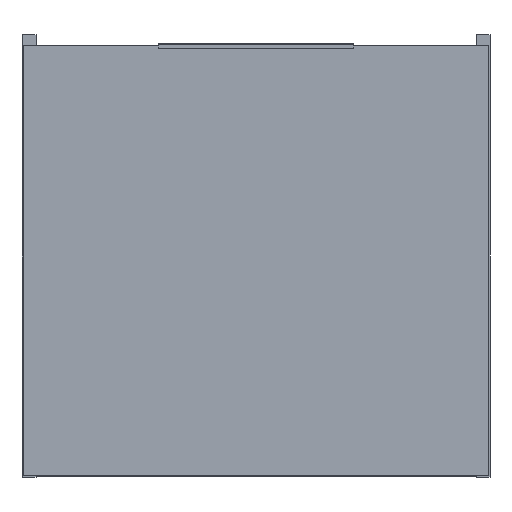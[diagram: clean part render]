
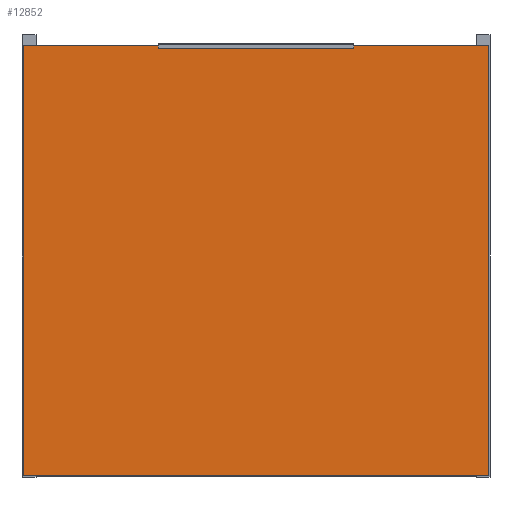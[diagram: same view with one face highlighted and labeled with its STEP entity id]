
A CAD part, front view. The second image highlights one B-rep face of the part: STEP entity #12852.
In plain terms, the highlighted planar face has unit normal (0, -1, 0).
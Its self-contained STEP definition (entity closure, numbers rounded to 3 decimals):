
#949=FACE_OUTER_BOUND('',#1672,.T.);
#1672=EDGE_LOOP('',(#8567,#8568,#8569,#8570));
#2434=LINE('',#18413,#3877);
#2438=LINE('',#18421,#3881);
#2441=LINE('',#18427,#3884);
#2444=LINE('',#18432,#3887);
#3877=VECTOR('',#14754,1.);
#3881=VECTOR('',#14760,1.);
#3884=VECTOR('',#14765,1.);
#3887=VECTOR('',#14770,1.);
#5312=VERTEX_POINT('',#18411);
#5313=VERTEX_POINT('',#18412);
#5316=VERTEX_POINT('',#18420);
#5318=VERTEX_POINT('',#18426);
#6594=EDGE_CURVE('',#5312,#5313,#2434,.T.);
#6598=EDGE_CURVE('',#5316,#5312,#2438,.T.);
#6601=EDGE_CURVE('',#5318,#5316,#2441,.T.);
#6604=EDGE_CURVE('',#5313,#5318,#2444,.T.);
#8567=ORIENTED_EDGE('',*,*,#6604,.F.);
#8568=ORIENTED_EDGE('',*,*,#6594,.F.);
#8569=ORIENTED_EDGE('',*,*,#6598,.F.);
#8570=ORIENTED_EDGE('',*,*,#6601,.F.);
#12374=PLANE('',#13614);
#12852=ADVANCED_FACE('',(#949),#12374,.F.);
#13614=AXIS2_PLACEMENT_3D('',#18435,#14774,#14775);
#14754=DIRECTION('',(-1.,0.,0.));
#14760=DIRECTION('',(0.,0.,-1.));
#14765=DIRECTION('',(1.,0.,0.));
#14770=DIRECTION('',(0.,0.,1.));
#14774=DIRECTION('center_axis',(0.,1.,0.));
#14775=DIRECTION('ref_axis',(1.,0.,0.));
#18411=CARTESIAN_POINT('',(548.5,-420.,2.));
#18412=CARTESIAN_POINT('',(1.5,-420.,2.));
#18413=CARTESIAN_POINT('',(548.5,-420.,2.));
#18420=CARTESIAN_POINT('',(548.5,-420.,508.));
#18421=CARTESIAN_POINT('',(548.5,-420.,508.));
#18426=CARTESIAN_POINT('',(1.5,-420.,508.));
#18427=CARTESIAN_POINT('',(1.5,-420.,508.));
#18432=CARTESIAN_POINT('',(1.5,-420.,2.));
#18435=CARTESIAN_POINT('Origin',(275.,-420.,255.));
